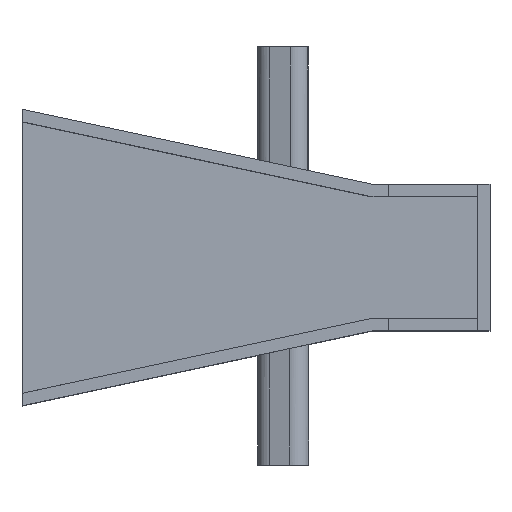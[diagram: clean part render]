
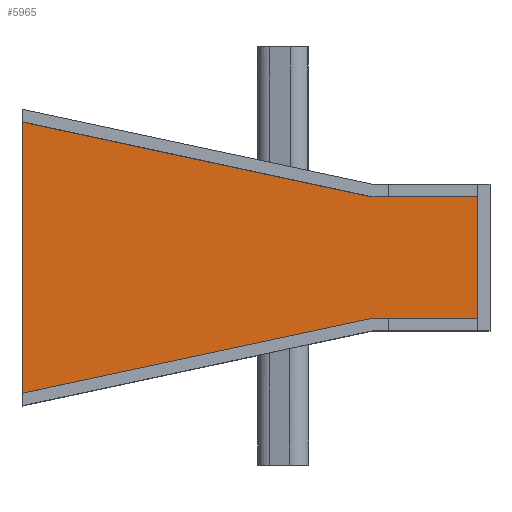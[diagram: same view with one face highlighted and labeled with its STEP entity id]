
A CAD part, top view. The second image highlights one B-rep face of the part: STEP entity #5965.
In plain terms, the highlighted planar face has unit normal (0, 0, 1).
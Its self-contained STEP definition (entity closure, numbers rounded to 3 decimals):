
#133=PLANE('',#6295);
#351=FACE_OUTER_BOUND('',#665,.T.);
#665=EDGE_LOOP('',(#4099,#4100,#4101,#4102,#4103,#4104));
#981=LINE('',#8531,#1705);
#995=LINE('',#8559,#1719);
#997=LINE('',#8564,#1721);
#1007=LINE('',#8582,#1731);
#1008=LINE('',#8585,#1732);
#1009=LINE('',#8586,#1733);
#1705=VECTOR('',#6807,10.);
#1719=VECTOR('',#6829,10.);
#1721=VECTOR('',#6833,10.);
#1731=VECTOR('',#6847,10.);
#1732=VECTOR('',#6850,10.);
#1733=VECTOR('',#6851,10.);
#2525=VERTEX_POINT('',#8528);
#2526=VERTEX_POINT('',#8530);
#2536=VERTEX_POINT('',#8558);
#2537=VERTEX_POINT('',#8562);
#2538=VERTEX_POINT('',#8563);
#2545=VERTEX_POINT('',#8584);
#3137=EDGE_CURVE('',#2526,#2525,#981,.T.);
#3151=EDGE_CURVE('',#2536,#2526,#995,.T.);
#3153=EDGE_CURVE('',#2537,#2538,#997,.T.);
#3163=EDGE_CURVE('',#2537,#2536,#1007,.T.);
#3164=EDGE_CURVE('',#2525,#2545,#1008,.T.);
#3165=EDGE_CURVE('',#2545,#2538,#1009,.T.);
#4099=ORIENTED_EDGE('',*,*,#3164,.T.);
#4100=ORIENTED_EDGE('',*,*,#3165,.T.);
#4101=ORIENTED_EDGE('',*,*,#3153,.F.);
#4102=ORIENTED_EDGE('',*,*,#3163,.T.);
#4103=ORIENTED_EDGE('',*,*,#3151,.T.);
#4104=ORIENTED_EDGE('',*,*,#3137,.T.);
#5965=ADVANCED_FACE('',(#351),#133,.T.);
#6295=AXIS2_PLACEMENT_3D('',#8583,#6848,#6849);
#6807=DIRECTION('',(1.,0.,0.));
#6829=DIRECTION('',(0.978,0.209,0.));
#6833=DIRECTION('',(0.978,-0.209,0.));
#6847=DIRECTION('',(0.,-1.,0.));
#6848=DIRECTION('center_axis',(0.,0.,1.));
#6849=DIRECTION('ref_axis',(1.,0.,0.));
#6850=DIRECTION('',(0.,1.,0.));
#6851=DIRECTION('',(-1.,0.,0.));
#8528=CARTESIAN_POINT('',(149.3,24.45,4.));
#8530=CARTESIAN_POINT('',(114.3,24.45,4.));
#8531=CARTESIAN_POINT('',(114.3,24.45,4.));
#8558=CARTESIAN_POINT('',(0.,0.,4.));
#8559=CARTESIAN_POINT('',(0.,0.,4.));
#8562=CARTESIAN_POINT('',(0.,88.9,4.));
#8563=CARTESIAN_POINT('',(114.3,64.45,4.));
#8564=CARTESIAN_POINT('',(40.238,80.293,4.));
#8582=CARTESIAN_POINT('',(0.,88.9,4.));
#8583=CARTESIAN_POINT('Origin',(74.65,44.45,4.));
#8584=CARTESIAN_POINT('',(149.3,64.45,4.));
#8585=CARTESIAN_POINT('',(149.3,24.45,4.));
#8586=CARTESIAN_POINT('',(114.3,64.45,4.));
